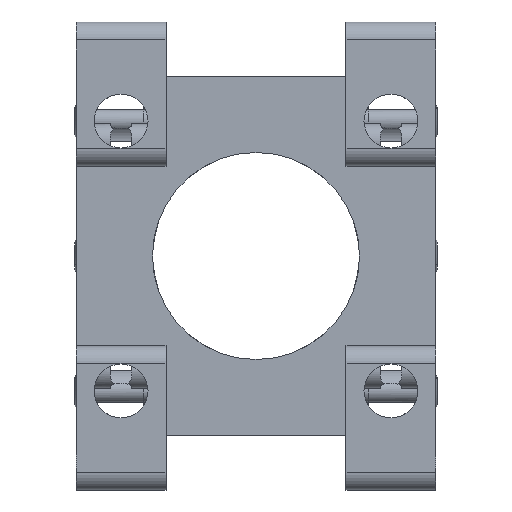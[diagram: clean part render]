
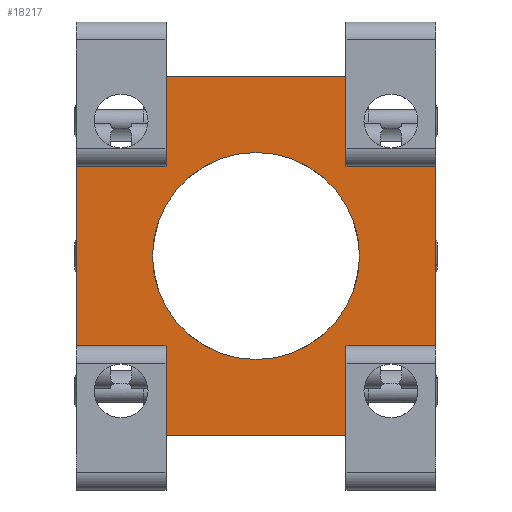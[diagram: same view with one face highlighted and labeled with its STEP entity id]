
A CAD part, left-side view. The second image highlights one B-rep face of the part: STEP entity #18217.
In plain terms, the highlighted planar face has unit normal (-1, 0, 0).
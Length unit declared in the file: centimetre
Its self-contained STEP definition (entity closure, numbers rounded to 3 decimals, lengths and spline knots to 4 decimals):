
#78 = EDGE_CURVE ( 'NONE', #18796, #83, #8509, .T. ) ;
#83 = VERTEX_POINT ( 'NONE', #8515 ) ;
#529 = VERTEX_POINT ( 'NONE', #9506 ) ;
#546 = EDGE_CURVE ( 'NONE', #83, #529, #9739, .T. ) ;
#566 = VERTEX_POINT ( 'NONE', #9639 ) ;
#580 = EDGE_LOOP ( 'NONE', ( #18214, #18223, #15738, #18213, #15687, #18225, #15296, #18224, #18228, #15580, #18227, #15399 ) ) ;
#581 = EDGE_CURVE ( 'NONE', #18220, #566, #9764, .T. ) ;
#582 = VERTEX_POINT ( 'NONE', #9793 ) ;
#585 = EDGE_LOOP ( 'NONE', ( #18219, #18221 ) ) ;
#867 = EDGE_CURVE ( 'NONE', #18717, #6402, #10190, .T. ) ;
#2554 = VECTOR ( 'NONE', #2594, 100. ) ;
#2594 = DIRECTION ( 'NONE',  ( 0., 0., 1. ) ) ;
#3669 = CARTESIAN_POINT ( 'NONE',  ( -2.1652, -1., 2. ) ) ;
#3695 = LINE ( 'NONE', #3669, #2554 ) ;
#3843 = CARTESIAN_POINT ( 'NONE',  ( -2.1652, -1., -2. ) ) ;
#3950 = DIRECTION ( 'NONE',  ( 0., 1., 0. ) ) ;
#3951 = VECTOR ( 'NONE', #3950, 100. ) ;
#4257 = CARTESIAN_POINT ( 'NONE',  ( -2.1652, 0., 0. ) ) ;
#4258 = AXIS2_PLACEMENT_3D ( 'NONE', #4272, #4262, #4267 ) ;
#4259 = DIRECTION ( 'NONE',  ( 0., -1., 0. ) ) ;
#4260 = VECTOR ( 'NONE', #4259, 100. ) ;
#4261 = CARTESIAN_POINT ( 'NONE',  ( -2.1652, -1., -1. ) ) ;
#4262 = DIRECTION ( 'NONE',  ( 1., 0., 0. ) ) ;
#4264 = PLANE ( 'NONE',  #4258 ) ;
#4265 = CARTESIAN_POINT ( 'NONE',  ( -2.1652, -2., 1. ) ) ;
#4266 = LINE ( 'NONE', #4261, #4260 ) ;
#4267 = DIRECTION ( 'NONE',  ( 0., 1., 0. ) ) ;
#4268 = FACE_OUTER_BOUND ( 'NONE', #580, .T. ) ;
#4270 = DIRECTION ( 'NONE',  ( 0., -1., 0. ) ) ;
#4271 = CARTESIAN_POINT ( 'NONE',  ( -2.1652, 2., -2. ) ) ;
#4272 = CARTESIAN_POINT ( 'NONE',  ( -2.1652, 2., 2. ) ) ;
#4273 = DIRECTION ( 'NONE',  ( 0., -1., 0. ) ) ;
#4274 = VECTOR ( 'NONE', #4273, 100. ) ;
#4276 = FACE_BOUND ( 'NONE', #585, .T. ) ;
#4277 = CARTESIAN_POINT ( 'NONE',  ( -2.1652, -1., 1. ) ) ;
#4283 = LINE ( 'NONE', #4277, #4274 ) ;
#4297 = VECTOR ( 'NONE', #4270, 100. ) ;
#4299 = LINE ( 'NONE', #4271, #4297 ) ;
#4305 = DIRECTION ( 'NONE',  ( 0., 1., 0. ) ) ;
#4306 = DIRECTION ( 'NONE',  ( 1., 0., 0. ) ) ;
#4314 = CIRCLE ( 'NONE', #4315, 1.15 ) ;
#4315 = AXIS2_PLACEMENT_3D ( 'NONE', #4257, #4306, #4305 ) ;
#5211 = CARTESIAN_POINT ( 'NONE',  ( -2.1652, 2., 1. ) ) ;
#5263 = CARTESIAN_POINT ( 'NONE',  ( -2.1652, 1., 1. ) ) ;
#5264 = LINE ( 'NONE', #5263, #3951 ) ;
#5328 = CARTESIAN_POINT ( 'NONE',  ( -2.1652, 1., 2. ) ) ;
#5333 = DIRECTION ( 'NONE',  ( 0., 0., 1. ) ) ;
#5334 = CARTESIAN_POINT ( 'NONE',  ( -2.1652, 1., 1. ) ) ;
#5336 = VECTOR ( 'NONE', #5333, 100. ) ;
#5337 = CARTESIAN_POINT ( 'NONE',  ( -2.1652, 1., 2. ) ) ;
#5338 = LINE ( 'NONE', #5337, #5336 ) ;
#5561 = CARTESIAN_POINT ( 'NONE',  ( -2.1652, 1., -2. ) ) ;
#5567 = DIRECTION ( 'NONE',  ( 0., 0., -1. ) ) ;
#5568 = VECTOR ( 'NONE', #5567, 100. ) ;
#5569 = CARTESIAN_POINT ( 'NONE',  ( -2.1652, 1., 2. ) ) ;
#5570 = LINE ( 'NONE', #5569, #5568 ) ;
#6040 = EDGE_CURVE ( 'NONE', #6041, #6044, #14055, .T. ) ;
#6041 = VERTEX_POINT ( 'NONE', #14056 ) ;
#6044 = VERTEX_POINT ( 'NONE', #14044 ) ;
#6348 = EDGE_CURVE ( 'NONE', #6424, #6402, #14699, .T. ) ;
#6402 = VERTEX_POINT ( 'NONE', #14850 ) ;
#6424 = VERTEX_POINT ( 'NONE', #14941 ) ;
#8504 = DIRECTION ( 'NONE',  ( 0., -1., 0. ) ) ;
#8505 = VECTOR ( 'NONE', #8504, 100. ) ;
#8508 = CARTESIAN_POINT ( 'NONE',  ( -2.1652, 2., 2. ) ) ;
#8509 = LINE ( 'NONE', #8508, #8505 ) ;
#8515 = CARTESIAN_POINT ( 'NONE',  ( -2.1652, -1., 2. ) ) ;
#9506 = CARTESIAN_POINT ( 'NONE',  ( -2.1652, -1., 1. ) ) ;
#9639 = CARTESIAN_POINT ( 'NONE',  ( -2.1652, -2., -1. ) ) ;
#9731 = DIRECTION ( 'NONE',  ( 0., 0., -1. ) ) ;
#9732 = VECTOR ( 'NONE', #9731, 100. ) ;
#9734 = CARTESIAN_POINT ( 'NONE',  ( -2.1652, -1., 2. ) ) ;
#9739 = LINE ( 'NONE', #9734, #9732 ) ;
#9761 = DIRECTION ( 'NONE',  ( 0., 0., -1. ) ) ;
#9762 = VECTOR ( 'NONE', #9761, 100. ) ;
#9763 = CARTESIAN_POINT ( 'NONE',  ( -2.1652, -2., 2. ) ) ;
#9764 = LINE ( 'NONE', #9763, #9762 ) ;
#9793 = CARTESIAN_POINT ( 'NONE',  ( -2.1652, -1., -1. ) ) ;
#10145 = DIRECTION ( 'NONE',  ( 0., 0., -1. ) ) ;
#10147 = VECTOR ( 'NONE', #10145, 100. ) ;
#10188 = CARTESIAN_POINT ( 'NONE',  ( -2.1652, 2., 2. ) ) ;
#10190 = LINE ( 'NONE', #10188, #10147 ) ;
#14039 = DIRECTION ( 'NONE',  ( 0., 1., 0. ) ) ;
#14040 = DIRECTION ( 'NONE',  ( 1., 0., 0. ) ) ;
#14041 = CARTESIAN_POINT ( 'NONE',  ( -2.1652, 0., 0. ) ) ;
#14044 = CARTESIAN_POINT ( 'NONE',  ( -2.1652, 1.15, 0. ) ) ;
#14052 = AXIS2_PLACEMENT_3D ( 'NONE', #14041, #14040, #14039 ) ;
#14055 = CIRCLE ( 'NONE', #14052, 1.15 ) ;
#14056 = CARTESIAN_POINT ( 'NONE',  ( -2.1652, -1.15, 0. ) ) ;
#14695 = DIRECTION ( 'NONE',  ( 0., 1., 0. ) ) ;
#14696 = VECTOR ( 'NONE', #14695, 100. ) ;
#14697 = CARTESIAN_POINT ( 'NONE',  ( -2.1652, 1., -1. ) ) ;
#14699 = LINE ( 'NONE', #14697, #14696 ) ;
#14850 = CARTESIAN_POINT ( 'NONE',  ( -2.1652, 2., -1. ) ) ;
#14941 = CARTESIAN_POINT ( 'NONE',  ( -2.1652, 1., -1. ) ) ;
#15295 = VERTEX_POINT ( 'NONE', #3843 ) ;
#15296 = ORIENTED_EDGE ( 'NONE', *, *, #18758, .T. ) ;
#15399 = ORIENTED_EDGE ( 'NONE', *, *, #17153, .T. ) ;
#15580 = ORIENTED_EDGE ( 'NONE', *, *, #18910, .T. ) ;
#15687 = ORIENTED_EDGE ( 'NONE', *, *, #78, .F. ) ;
#15738 = ORIENTED_EDGE ( 'NONE', *, *, #18211, .F. ) ;
#17153 = EDGE_CURVE ( 'NONE', #15295, #582, #3695, .T. ) ;
#18211 = EDGE_CURVE ( 'NONE', #529, #18220, #4283, .T. ) ;
#18213 = ORIENTED_EDGE ( 'NONE', *, *, #546, .F. ) ;
#18214 = ORIENTED_EDGE ( 'NONE', *, *, #18216, .T. ) ;
#18216 = EDGE_CURVE ( 'NONE', #582, #566, #4266, .T. ) ;
#18217 = ADVANCED_FACE ( 'NONE', ( #4276, #4268 ), #4264, .F. ) ;
#18219 = ORIENTED_EDGE ( 'NONE', *, *, #18222, .T. ) ;
#18220 = VERTEX_POINT ( 'NONE', #4265 ) ;
#18221 = ORIENTED_EDGE ( 'NONE', *, *, #6040, .T. ) ;
#18222 = EDGE_CURVE ( 'NONE', #6044, #6041, #4314, .T. ) ;
#18223 = ORIENTED_EDGE ( 'NONE', *, *, #581, .F. ) ;
#18224 = ORIENTED_EDGE ( 'NONE', *, *, #867, .T. ) ;
#18225 = ORIENTED_EDGE ( 'NONE', *, *, #18784, .F. ) ;
#18227 = ORIENTED_EDGE ( 'NONE', *, *, #18229, .T. ) ;
#18228 = ORIENTED_EDGE ( 'NONE', *, *, #6348, .F. ) ;
#18229 = EDGE_CURVE ( 'NONE', #18919, #15295, #4299, .T. ) ;
#18717 = VERTEX_POINT ( 'NONE', #5211 ) ;
#18758 = EDGE_CURVE ( 'NONE', #18787, #18717, #5264, .T. ) ;
#18784 = EDGE_CURVE ( 'NONE', #18787, #18796, #5338, .T. ) ;
#18787 = VERTEX_POINT ( 'NONE', #5334 ) ;
#18796 = VERTEX_POINT ( 'NONE', #5328 ) ;
#18910 = EDGE_CURVE ( 'NONE', #6424, #18919, #5570, .T. ) ;
#18919 = VERTEX_POINT ( 'NONE', #5561 ) ;
